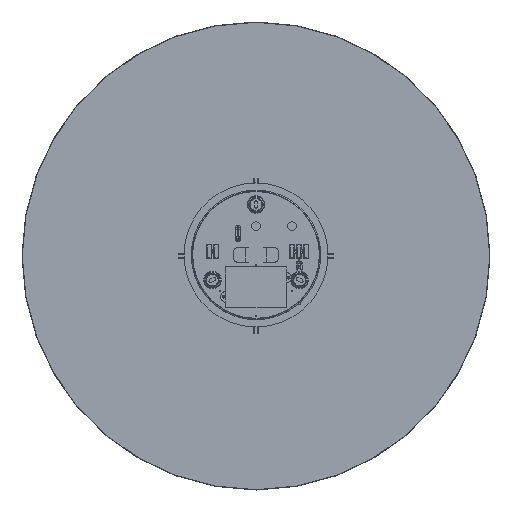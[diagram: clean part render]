
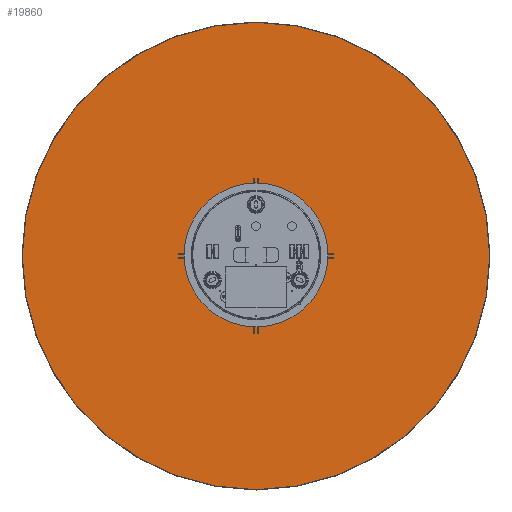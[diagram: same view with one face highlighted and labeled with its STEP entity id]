
A CAD part, top view. The second image highlights one B-rep face of the part: STEP entity #19860.
In plain terms, the highlighted planar face has unit normal (0, 0, 1).
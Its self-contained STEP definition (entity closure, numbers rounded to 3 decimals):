
#462=FACE_BOUND('',#3214,.T.);
#900=PLANE('',#21901);
#2076=FACE_OUTER_BOUND('',#3213,.T.);
#3213=EDGE_LOOP('',(#16163));
#3214=EDGE_LOOP('',(#16164));
#8181=CIRCLE('',#21900,98.);
#8182=CIRCLE('',#21902,324.5);
#9537=VERTEX_POINT('',#32486);
#9538=VERTEX_POINT('',#32490);
#11901=EDGE_CURVE('',#9537,#9537,#8181,.T.);
#11902=EDGE_CURVE('',#9538,#9538,#8182,.T.);
#16163=ORIENTED_EDGE('',*,*,#11902,.F.);
#16164=ORIENTED_EDGE('',*,*,#11901,.F.);
#19860=ADVANCED_FACE('',(#2076,#462),#900,.T.);
#21900=AXIS2_PLACEMENT_3D('',#32488,#25532,#25533);
#21901=AXIS2_PLACEMENT_3D('',#32489,#25534,#25535);
#21902=AXIS2_PLACEMENT_3D('',#32491,#25536,#25537);
#25532=DIRECTION('center_axis',(0.,0.,1.));
#25533=DIRECTION('ref_axis',(-1.,0.,0.));
#25534=DIRECTION('center_axis',(0.,0.,1.));
#25535=DIRECTION('ref_axis',(1.,0.,0.));
#25536=DIRECTION('center_axis',(0.,0.,-1.));
#25537=DIRECTION('ref_axis',(-1.,0.,0.));
#32486=CARTESIAN_POINT('',(98.,0.,2.));
#32488=CARTESIAN_POINT('Origin',(0.,0.,2.));
#32489=CARTESIAN_POINT('Origin',(0.,0.,
2.));
#32490=CARTESIAN_POINT('',(324.5,0.,2.));
#32491=CARTESIAN_POINT('Origin',(0.,0.,2.));
